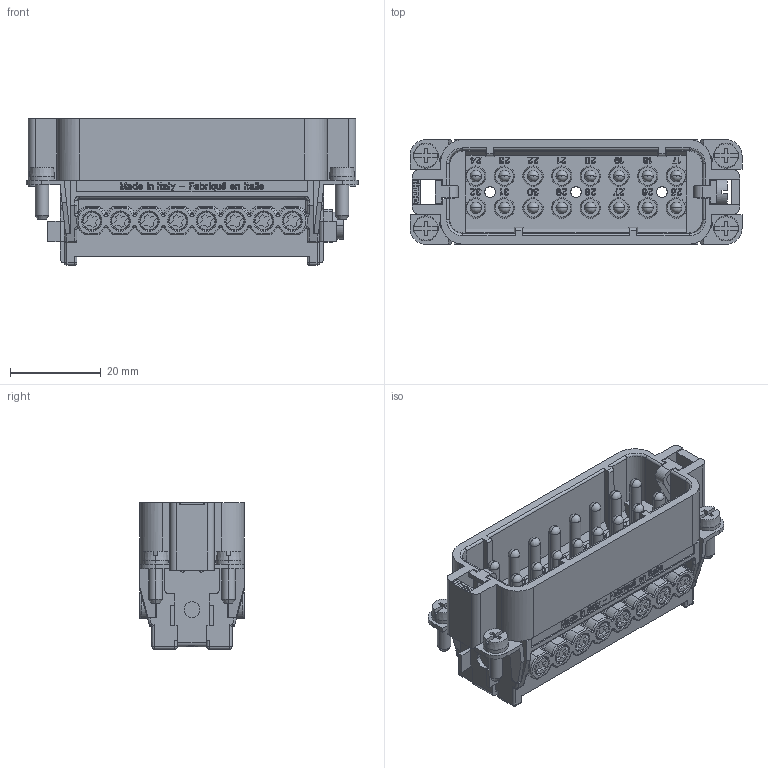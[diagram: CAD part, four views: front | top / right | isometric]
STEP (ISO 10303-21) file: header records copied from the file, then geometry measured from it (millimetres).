
FILE_DESCRIPTION(('Creo Elements/Direct Modeling STEP Export'),'2;1');
FILE_NAME('0lndrr043ilh20b3172','2016-07-05T11:04:16',(''),(''),'PTC Creo Elements/Direct Modeling STEP processor for AP214 (Solid Model)','PTC Creo Elements/Direct Modeling 19.0B 21-Mar-2015 (C) Parametric Technology GmbH','');
FILE_SCHEMA(('AUTOMOTIVE_DESIGN { 1 0 10303 214 1 1 1 1 }'));
Products named in the file (2): JDAM_16_N
Assembly tree (1 placements, depth 2):
  JDAM_16_N
    JDAM_16_N
Bounding box: 73 x 23 x 32.2 mm (x, y, z)
Volume: 22530.5 mm3; surface area: 19350.8 mm2
Topology: 1 solids, 1 shells, 1858 faces, 8765 edges, 7156 vertices
Faces by surface type: plane 1034, cylinder 403, torus 188, cone 116, bspline 93, sphere 24
Entity records: 124466 total; most frequent: CARTESIAN_POINT 38272, ORIENTED_EDGE 17482, DIRECTION 12128, EDGE_CURVE 8741, VERTEX_POINT 7156, VECTOR 6894, LINE 6894, AXIS2_PLACEMENT_3D 2617
